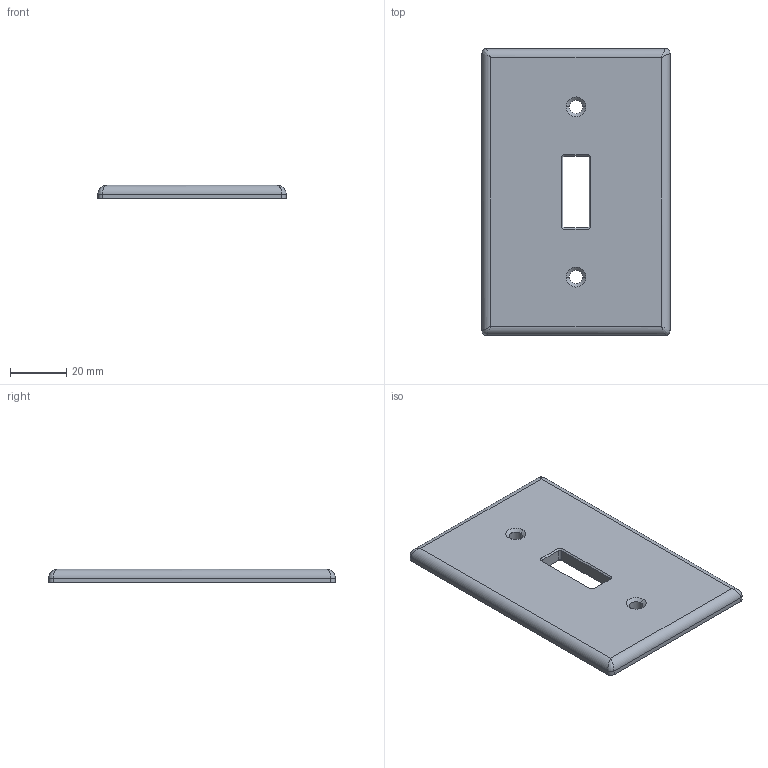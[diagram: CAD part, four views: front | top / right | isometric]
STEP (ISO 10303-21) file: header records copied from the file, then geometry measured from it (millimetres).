
FILE_DESCRIPTION (( 'STEP AP214' ), '1' );
FILE_NAME ('LightSwitch_1.STEP', '2022-06-14T17:33:31', ( '' ), ( '' ), 'SwSTEP 2.0', 'SolidWorks 2022', '' );
FILE_SCHEMA (( 'AUTOMOTIVE_DESIGN' ));
Length unit declared in the file: inch
Products named in the file (1): LightSwitch_1
Bounding box: 66.67 x 101.6 x 4.76 mm (x, y, z)
Volume: 30190.3 mm3; surface area: 14551.9 mm2
Topology: 1 solids, 1 shells, 42 faces, 100 edges, 56 vertices
Faces by surface type: cylinder 16, plane 14, cone 8, bspline 4
Entity records: 1360 total; most frequent: CARTESIAN_POINT 383, DIRECTION 198, ORIENTED_EDGE 192, EDGE_CURVE 96, AXIS2_PLACEMENT_3D 71, VERTEX_POINT 56, VECTOR 56, LINE 56
